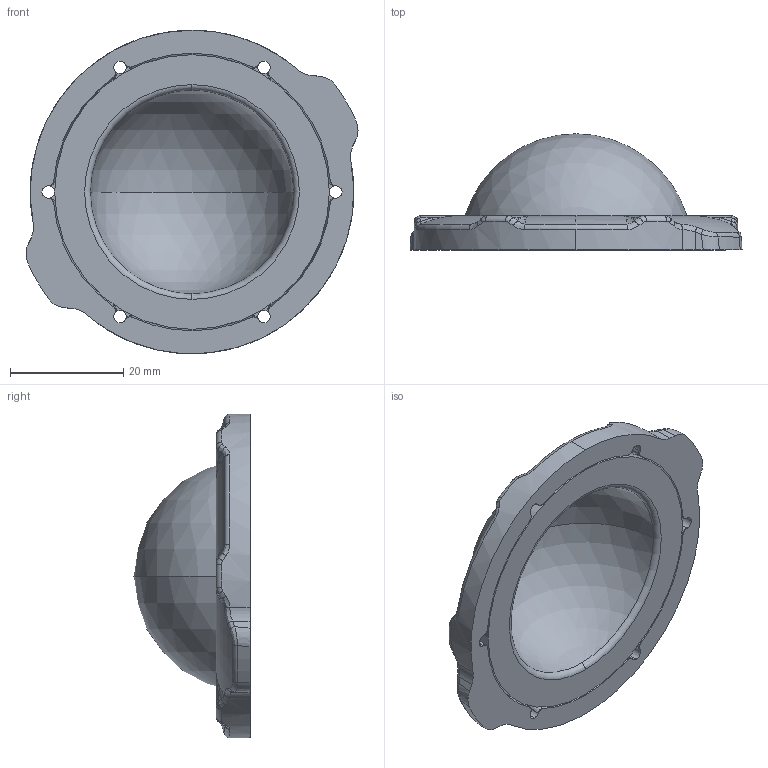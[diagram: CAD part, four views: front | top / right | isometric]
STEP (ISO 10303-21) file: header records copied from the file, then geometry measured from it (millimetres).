
FILE_DESCRIPTION (( 'STEP AP214' ), '1' );
FILE_NAME ('WTE2-ASM-DOME-R1.STEP', '2019-02-19T17:31:55', ( '' ), ( '' ), 'SwSTEP 2.0', 'SolidWorks 2016', '' );
FILE_SCHEMA (( 'AUTOMOTIVE_DESIGN' ));
Length unit declared in the file: millimetre
Products named in the file (3): WTE2-P-DOME-R1; WTE2-ASM-DOME-R1; WTE2-P-RETAINING-RING-R1
Assembly tree (2 placements, depth 2):
  WTE2-ASM-DOME-R1
    WTE2-P-DOME-R1
    WTE2-P-RETAINING-RING-R1
Bounding box: 58.64 x 20.5 x 57.16 mm (x, y, z)
Volume: 12660 mm3; surface area: 10446.4 mm2
Topology: 2 solids, 2 shells, 267 faces, 669 edges, 402 vertices
Faces by surface type: bspline 128, torus 53, plane 38, cylinder 31, cone 13, sphere 4
Entity records: 9768 total; most frequent: CARTESIAN_POINT 4143, ORIENTED_EDGE 1338, DIRECTION 980, EDGE_CURVE 669, AXIS2_PLACEMENT_3D 451, VERTEX_POINT 402, CIRCLE 307, EDGE_LOOP 277
